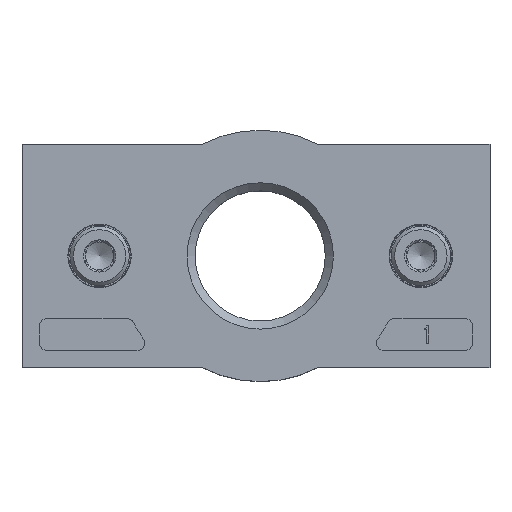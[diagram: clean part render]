
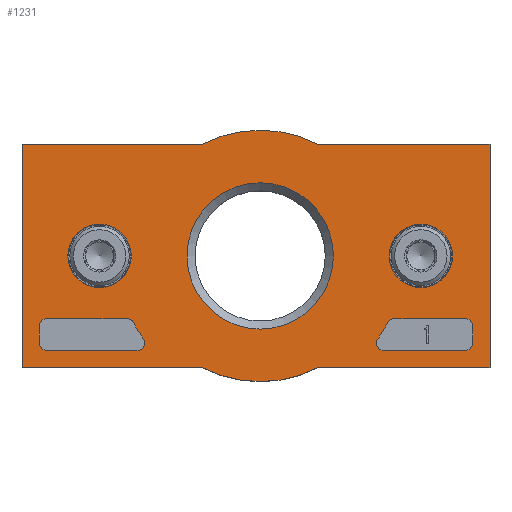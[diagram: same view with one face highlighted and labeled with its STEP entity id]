
A CAD part, top view. The second image highlights one B-rep face of the part: STEP entity #1231.
In plain terms, the highlighted face is planar.
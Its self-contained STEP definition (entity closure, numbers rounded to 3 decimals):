
#84=CIRCLE('',#1342,18.);
#85=CIRCLE('',#1343,18.);
#86=CIRCLE('',#1344,4.537);
#87=CIRCLE('',#1345,4.537);
#88=CIRCLE('',#1346,10.478);
#89=CIRCLE('',#1347,1.);
#90=CIRCLE('',#1348,1.);
#91=CIRCLE('',#1349,1.);
#92=CIRCLE('',#1350,20.6);
#93=CIRCLE('',#1351,1.);
#94=CIRCLE('',#1352,1.);
#95=CIRCLE('',#1353,20.5);
#96=CIRCLE('',#1354,1.);
#97=CIRCLE('',#1355,1.);
#98=CIRCLE('',#1356,1.);
#152=ORIENTED_EDGE('',*,*,#486,.F.);
#153=ORIENTED_EDGE('',*,*,#487,.F.);
#154=ORIENTED_EDGE('',*,*,#488,.F.);
#155=ORIENTED_EDGE('',*,*,#489,.F.);
#156=ORIENTED_EDGE('',*,*,#490,.F.);
#157=ORIENTED_EDGE('',*,*,#491,.F.);
#158=ORIENTED_EDGE('',*,*,#492,.F.);
#159=ORIENTED_EDGE('',*,*,#493,.F.);
#160=ORIENTED_EDGE('',*,*,#494,.F.);
#161=ORIENTED_EDGE('',*,*,#495,.F.);
#162=ORIENTED_EDGE('',*,*,#496,.T.);
#163=ORIENTED_EDGE('',*,*,#497,.T.);
#164=ORIENTED_EDGE('',*,*,#498,.T.);
#165=ORIENTED_EDGE('',*,*,#499,.T.);
#166=ORIENTED_EDGE('',*,*,#500,.T.);
#167=ORIENTED_EDGE('',*,*,#501,.T.);
#168=ORIENTED_EDGE('',*,*,#502,.F.);
#169=ORIENTED_EDGE('',*,*,#503,.T.);
#170=ORIENTED_EDGE('',*,*,#504,.T.);
#171=ORIENTED_EDGE('',*,*,#505,.T.);
#172=ORIENTED_EDGE('',*,*,#506,.F.);
#173=ORIENTED_EDGE('',*,*,#507,.T.);
#174=ORIENTED_EDGE('',*,*,#508,.T.);
#175=ORIENTED_EDGE('',*,*,#509,.T.);
#176=ORIENTED_EDGE('',*,*,#510,.T.);
#177=ORIENTED_EDGE('',*,*,#511,.T.);
#178=ORIENTED_EDGE('',*,*,#512,.T.);
#486=EDGE_CURVE('',#653,#654,#770,.T.);
#487=EDGE_CURVE('',#655,#653,#771,.T.);
#488=EDGE_CURVE('',#656,#655,#84,.T.);
#489=EDGE_CURVE('',#657,#656,#772,.T.);
#490=EDGE_CURVE('',#658,#657,#773,.T.);
#491=EDGE_CURVE('',#659,#658,#774,.T.);
#492=EDGE_CURVE('',#660,#659,#85,.T.);
#493=EDGE_CURVE('',#654,#660,#775,.T.);
#494=EDGE_CURVE('',#661,#661,#86,.F.);
#495=EDGE_CURVE('',#662,#662,#87,.F.);
#496=EDGE_CURVE('',#663,#663,#88,.T.);
#497=EDGE_CURVE('',#664,#665,#89,.T.);
#498=EDGE_CURVE('',#665,#666,#776,.T.);
#499=EDGE_CURVE('',#666,#667,#90,.T.);
#500=EDGE_CURVE('',#667,#668,#777,.T.);
#501=EDGE_CURVE('',#668,#669,#91,.T.);
#502=EDGE_CURVE('',#670,#669,#92,.T.);
#503=EDGE_CURVE('',#670,#671,#93,.T.);
#504=EDGE_CURVE('',#671,#664,#778,.T.);
#505=EDGE_CURVE('',#672,#673,#94,.T.);
#506=EDGE_CURVE('',#674,#673,#95,.T.);
#507=EDGE_CURVE('',#674,#675,#96,.T.);
#508=EDGE_CURVE('',#675,#676,#779,.T.);
#509=EDGE_CURVE('',#676,#677,#97,.T.);
#510=EDGE_CURVE('',#677,#678,#780,.T.);
#511=EDGE_CURVE('',#678,#679,#98,.T.);
#512=EDGE_CURVE('',#679,#672,#781,.T.);
#653=VERTEX_POINT('',#1901);
#654=VERTEX_POINT('',#1902);
#655=VERTEX_POINT('',#1904);
#656=VERTEX_POINT('',#1906);
#657=VERTEX_POINT('',#1908);
#658=VERTEX_POINT('',#1910);
#659=VERTEX_POINT('',#1912);
#660=VERTEX_POINT('',#1914);
#661=VERTEX_POINT('',#1917);
#662=VERTEX_POINT('',#1919);
#663=VERTEX_POINT('',#1921);
#664=VERTEX_POINT('',#1923);
#665=VERTEX_POINT('',#1924);
#666=VERTEX_POINT('',#1926);
#667=VERTEX_POINT('',#1928);
#668=VERTEX_POINT('',#1930);
#669=VERTEX_POINT('',#1932);
#670=VERTEX_POINT('',#1934);
#671=VERTEX_POINT('',#1936);
#672=VERTEX_POINT('',#1939);
#673=VERTEX_POINT('',#1940);
#674=VERTEX_POINT('',#1942);
#675=VERTEX_POINT('',#1944);
#676=VERTEX_POINT('',#1946);
#677=VERTEX_POINT('',#1948);
#678=VERTEX_POINT('',#1950);
#679=VERTEX_POINT('',#1952);
#770=LINE('',#1900,#863);
#771=LINE('',#1903,#864);
#772=LINE('',#1907,#865);
#773=LINE('',#1909,#866);
#774=LINE('',#1911,#867);
#775=LINE('',#1915,#868);
#776=LINE('',#1925,#869);
#777=LINE('',#1929,#870);
#778=LINE('',#1937,#871);
#779=LINE('',#1945,#872);
#780=LINE('',#1949,#873);
#781=LINE('',#1953,#874);
#863=VECTOR('',#1499,1000.);
#864=VECTOR('',#1500,1000.);
#865=VECTOR('',#1503,1000.);
#866=VECTOR('',#1504,1000.);
#867=VECTOR('',#1505,1000.);
#868=VECTOR('',#1508,1000.);
#869=VECTOR('',#1517,1000.);
#870=VECTOR('',#1520,1000.);
#871=VECTOR('',#1527,1000.);
#872=VECTOR('',#1534,1000.);
#873=VECTOR('',#1537,1000.);
#874=VECTOR('',#1540,1000.);
#956=EDGE_LOOP('',(#152,#153,#154,#155,#156,#157,#158,#159));
#957=EDGE_LOOP('',(#160));
#958=EDGE_LOOP('',(#161));
#959=EDGE_LOOP('',(#162));
#960=EDGE_LOOP('',(#163,#164,#165,#166,#167,#168,#169,#170));
#961=EDGE_LOOP('',(#171,#172,#173,#174,#175,#176,#177,#178));
#1071=FACE_BOUND('',#956,.T.);
#1072=FACE_BOUND('',#957,.T.);
#1073=FACE_BOUND('',#958,.T.);
#1074=FACE_BOUND('',#959,.T.);
#1075=FACE_BOUND('',#960,.T.);
#1076=FACE_BOUND('',#961,.T.);
#1189=PLANE('',#1341);
#1231=ADVANCED_FACE('',(#1071,#1072,#1073,#1074,#1075,#1076),#1189,.F.);
#1341=AXIS2_PLACEMENT_3D('',#1899,#1497,#1498);
#1342=AXIS2_PLACEMENT_3D('',#1905,#1501,#1502);
#1343=AXIS2_PLACEMENT_3D('',#1913,#1506,#1507);
#1344=AXIS2_PLACEMENT_3D('',#1916,#1509,#1510);
#1345=AXIS2_PLACEMENT_3D('',#1918,#1511,#1512);
#1346=AXIS2_PLACEMENT_3D('',#1920,#1513,#1514);
#1347=AXIS2_PLACEMENT_3D('',#1922,#1515,#1516);
#1348=AXIS2_PLACEMENT_3D('',#1927,#1518,#1519);
#1349=AXIS2_PLACEMENT_3D('',#1931,#1521,#1522);
#1350=AXIS2_PLACEMENT_3D('',#1933,#1523,#1524);
#1351=AXIS2_PLACEMENT_3D('',#1935,#1525,#1526);
#1352=AXIS2_PLACEMENT_3D('',#1938,#1528,#1529);
#1353=AXIS2_PLACEMENT_3D('',#1941,#1530,#1531);
#1354=AXIS2_PLACEMENT_3D('',#1943,#1532,#1533);
#1355=AXIS2_PLACEMENT_3D('',#1947,#1535,#1536);
#1356=AXIS2_PLACEMENT_3D('',#1951,#1538,#1539);
#1497=DIRECTION('',(0.,0.,1.));
#1498=DIRECTION('',(1.,0.,0.));
#1499=DIRECTION('',(0.,-1.,0.));
#1500=DIRECTION('',(-1.,0.,0.));
#1501=DIRECTION('',(0.,0.,1.));
#1502=DIRECTION('',(1.,0.,0.));
#1503=DIRECTION('',(-1.,0.,0.));
#1504=DIRECTION('',(0.,1.,0.));
#1505=DIRECTION('',(1.,0.,0.));
#1506=DIRECTION('',(0.,0.,1.));
#1507=DIRECTION('',(1.,0.,0.));
#1508=DIRECTION('',(1.,0.,0.));
#1509=DIRECTION('',(0.,0.,1.));
#1510=DIRECTION('',(1.,0.,0.));
#1511=DIRECTION('',(0.,0.,1.));
#1512=DIRECTION('',(1.,0.,0.));
#1513=DIRECTION('',(0.,0.,1.));
#1514=DIRECTION('',(1.,0.,0.));
#1515=DIRECTION('',(0.,0.,1.));
#1516=DIRECTION('',(1.,0.,0.));
#1517=DIRECTION('',(0.,-1.,0.));
#1518=DIRECTION('',(0.,0.,1.));
#1519=DIRECTION('',(1.,0.,0.));
#1520=DIRECTION('',(1.,0.,0.));
#1521=DIRECTION('',(0.,0.,1.));
#1522=DIRECTION('',(1.,0.,0.));
#1523=DIRECTION('',(0.,0.,1.));
#1524=DIRECTION('',(1.,0.,0.));
#1525=DIRECTION('',(0.,0.,1.));
#1526=DIRECTION('',(1.,0.,0.));
#1527=DIRECTION('',(-1.,0.,0.));
#1528=DIRECTION('',(0.,0.,1.));
#1529=DIRECTION('',(1.,0.,0.));
#1530=DIRECTION('',(0.,0.,1.));
#1531=DIRECTION('',(1.,0.,0.));
#1532=DIRECTION('',(0.,0.,1.));
#1533=DIRECTION('',(1.,0.,0.));
#1534=DIRECTION('',(1.,0.,0.));
#1535=DIRECTION('',(0.,0.,1.));
#1536=DIRECTION('',(1.,0.,0.));
#1537=DIRECTION('',(0.,1.,0.));
#1538=DIRECTION('',(0.,0.,1.));
#1539=DIRECTION('',(1.,0.,0.));
#1540=DIRECTION('',(-1.,0.,0.));
#1899=CARTESIAN_POINT('',(-0.6,0.,-7.5));
#1900=CARTESIAN_POINT('',(-33.5,16.,-7.5));
#1901=CARTESIAN_POINT('',(-33.5,16.,-7.5));
#1902=CARTESIAN_POINT('',(-33.5,-16.,-7.5));
#1903=CARTESIAN_POINT('',(-8.846,16.,-7.5));
#1904=CARTESIAN_POINT('',(-8.846,16.,-7.5));
#1905=CARTESIAN_POINT('',(-0.6,0.,-7.5));
#1906=CARTESIAN_POINT('',(7.646,16.,-7.5));
#1907=CARTESIAN_POINT('',(33.5,16.,-7.5));
#1908=CARTESIAN_POINT('',(33.5,16.,-7.5));
#1909=CARTESIAN_POINT('',(33.5,-16.,-7.5));
#1910=CARTESIAN_POINT('',(33.5,-16.,-7.5));
#1911=CARTESIAN_POINT('',(7.646,-16.,-7.5));
#1912=CARTESIAN_POINT('',(7.646,-16.,-7.5));
#1913=CARTESIAN_POINT('',(-0.6,0.,-7.5));
#1914=CARTESIAN_POINT('',(-8.846,-16.,-7.5));
#1915=CARTESIAN_POINT('',(-33.5,-16.,-7.5));
#1916=CARTESIAN_POINT('',(22.4,0.,-7.5));
#1917=CARTESIAN_POINT('',(26.937,0.,-7.5));
#1918=CARTESIAN_POINT('',(-23.6,0.,-7.5));
#1919=CARTESIAN_POINT('',(-19.063,0.,-7.5));
#1920=CARTESIAN_POINT('',(-0.6,0.,-7.5));
#1921=CARTESIAN_POINT('',(9.878,0.,-7.5));
#1922=CARTESIAN_POINT('',(-30.,-10.,-7.5));
#1923=CARTESIAN_POINT('',(-30.,-9.,-7.5));
#1924=CARTESIAN_POINT('',(-31.,-10.,-7.5));
#1925=CARTESIAN_POINT('',(-31.,-10.,-7.5));
#1926=CARTESIAN_POINT('',(-31.,-12.5,-7.5));
#1927=CARTESIAN_POINT('',(-30.,-12.5,-7.5));
#1928=CARTESIAN_POINT('',(-30.,-13.5,-7.5));
#1929=CARTESIAN_POINT('',(-30.,-13.5,-7.5));
#1930=CARTESIAN_POINT('',(-18.216,-13.5,-7.5));
#1931=CARTESIAN_POINT('',(-18.216,-12.5,-7.5));
#1932=CARTESIAN_POINT('',(-17.4,-11.921,-7.5));
#1933=CARTESIAN_POINT('',(-0.6,0.,-7.5));
#1934=CARTESIAN_POINT('',(-18.859,-9.537,-7.5));
#1935=CARTESIAN_POINT('',(-19.746,-10.,-7.5));
#1936=CARTESIAN_POINT('',(-19.746,-9.,-7.5));
#1937=CARTESIAN_POINT('',(-19.746,-9.,-7.5));
#1938=CARTESIAN_POINT('',(18.433,-10.,-7.5));
#1939=CARTESIAN_POINT('',(18.433,-9.,-7.5));
#1940=CARTESIAN_POINT('',(17.548,-9.535,-7.5));
#1941=CARTESIAN_POINT('',(-0.6,0.,-7.5));
#1942=CARTESIAN_POINT('',(16.079,-11.919,-7.5));
#1943=CARTESIAN_POINT('',(16.893,-12.5,-7.5));
#1944=CARTESIAN_POINT('',(16.893,-13.5,-7.5));
#1945=CARTESIAN_POINT('',(16.893,-13.5,-7.5));
#1946=CARTESIAN_POINT('',(30.,-13.5,-7.5));
#1947=CARTESIAN_POINT('',(30.,-12.5,-7.5));
#1948=CARTESIAN_POINT('',(31.,-12.5,-7.5));
#1949=CARTESIAN_POINT('',(31.,-12.5,-7.5));
#1950=CARTESIAN_POINT('',(31.,-10.,-7.5));
#1951=CARTESIAN_POINT('',(30.,-10.,-7.5));
#1952=CARTESIAN_POINT('',(30.,-9.,-7.5));
#1953=CARTESIAN_POINT('',(30.,-9.,-7.5));
